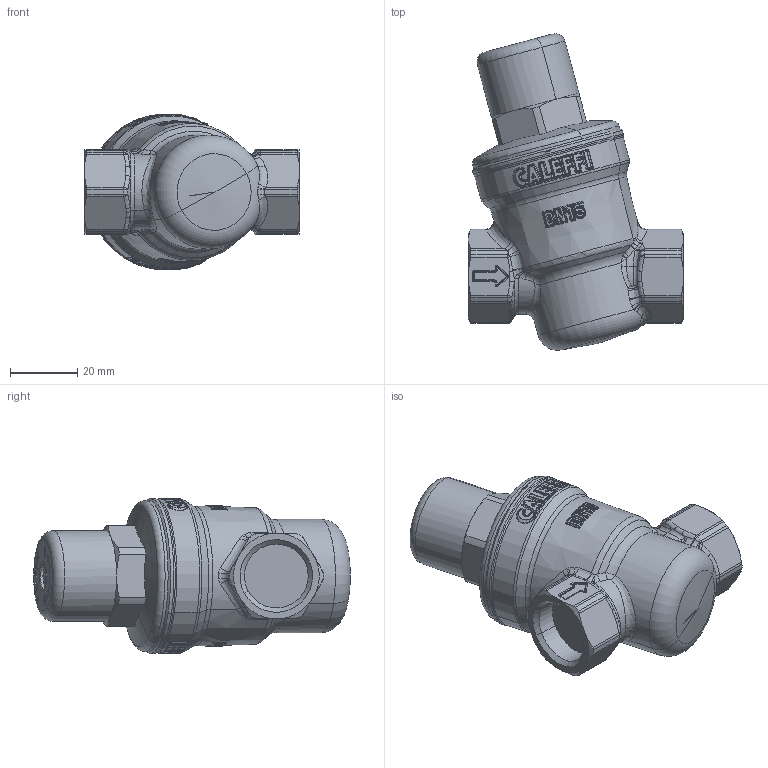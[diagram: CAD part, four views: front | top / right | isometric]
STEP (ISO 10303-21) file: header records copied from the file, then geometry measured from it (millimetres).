
FILE_DESCRIPTION(('CATIA V5 STEP Exchange','CAx-IF Rec.Pracs.--- Model Styling and Organization---1.4--- 2014-01-23','CAx-IF Rec.Pracs.---3D Tessellated Data Validation Properties---0.5---2014-09-14'),'2;1');
FILE_NAME('STEP_533041_-_TST.stp','2021-10-20T06:57:30+00:00',('none'),('none'),'CATIA Version 5-6 Release 2019 SP3','CATIA V5 STEP AP242 v1','none');
FILE_SCHEMA(('AP242_MANAGED_MODEL_BASED_3D_ENGINEERING_MIM_LF {1 0 10303 442 1 1 4}'));
Length unit declared in the file: millimetre
Products named in the file (1): 533041
Bounding box: 64.01 x 94.22 x 46.4 mm (x, y, z)
Volume: 104623.6 mm3; surface area: 15901.9 mm2
Topology: 1 solids, 1 shells, 1889 faces, 4480 edges, 2386 vertices
Faces by surface type: bspline 1151, cylinder 246, sphere 200, plane 173, cone 63, torus 56
Entity records: 110356 total; most frequent: CARTESIAN_POINT 79322, ORIENTED_EDGE 8496, EDGE_CURVE 4248, B_SPLINE_CURVE_WITH_KNOTS 3068, VERTEX_POINT 2386, DIRECTION 2380, EDGE_LOOP 1914, ADVANCED_FACE 1889
